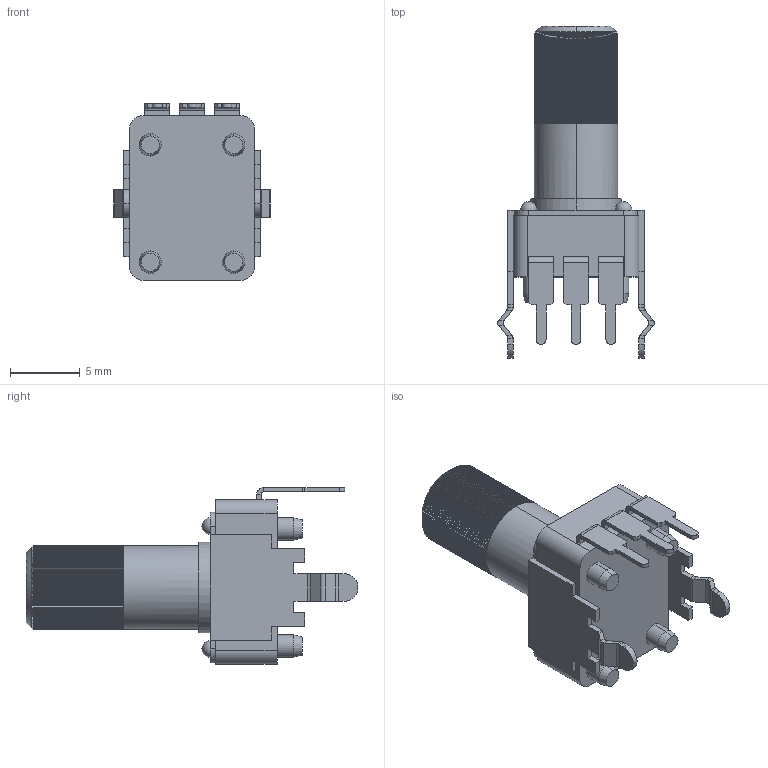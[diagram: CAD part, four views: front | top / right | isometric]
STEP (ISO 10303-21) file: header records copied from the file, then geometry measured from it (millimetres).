
FILE_DESCRIPTION (( 'STEP AP214' ), '1' );
FILE_NAME ('RK09-Knob-L20.STEP', '2023-05-20T03:35:35', ( '' ), ( '' ), 'SwSTEP 2.0', 'SolidWorks 2022', '' );
FILE_SCHEMA (( 'AUTOMOTIVE_DESIGN' ));
Length unit declared in the file: millimetre
Products named in the file (1): RK09-Knob-L20
Bounding box: 11.23 x 23.8 x 12.65 mm (x, y, z)
Volume: 936.8 mm3; surface area: 1156.2 mm2
Topology: 1 solids, 1 shells, 805 faces, 2296 edges, 1502 vertices
Faces by surface type: plane 738, cylinder 41, bspline 12, cone 10, sphere 4
Entity records: 33488 total; most frequent: CARTESIAN_POINT 5940, ORIENTED_EDGE 4568, DIRECTION 3940, EDGE_CURVE 2284, VERTEX_POINT 1494, VECTOR 1368, LINE 1368, AXIS2_PLACEMENT_3D 1286
